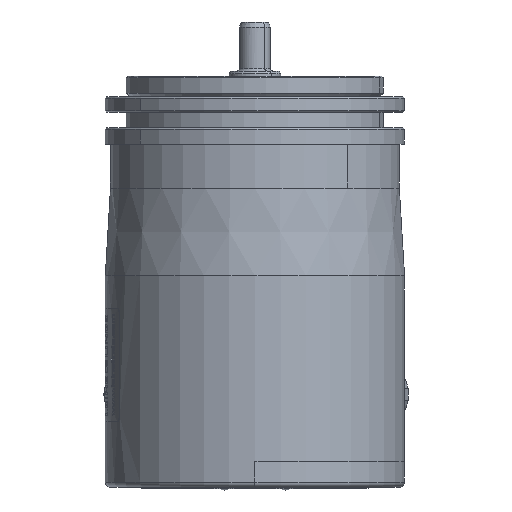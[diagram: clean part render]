
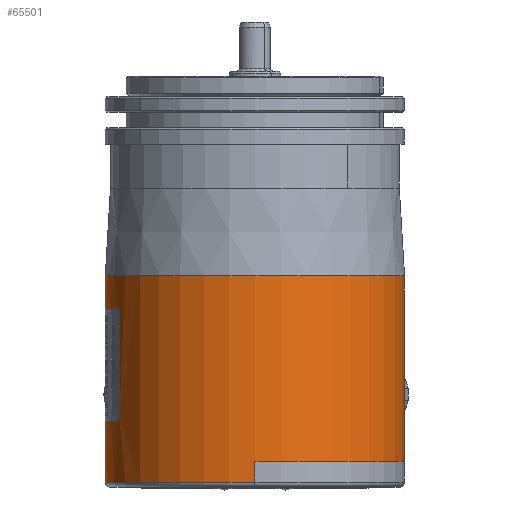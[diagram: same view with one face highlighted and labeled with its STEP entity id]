
A CAD part, front view. The second image highlights one B-rep face of the part: STEP entity #65501.
In plain terms, the highlighted cylindrical face has radius 29 mm (diameter 58 mm), a partial arc.
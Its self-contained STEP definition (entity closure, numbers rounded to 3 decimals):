
#5365=CARTESIAN_POINT('',(0.,0.,-53.2));
#5366=DIRECTION('',(0.,0.,1.));
#5367=DIRECTION('',(0.,1.,0.));
#5368=AXIS2_PLACEMENT_3D('',#5365,#5366,#5367);
#5390=DIRECTION('',(0.,0.,-1.));
#5391=VECTOR('',#5390,2.);
#5392=CARTESIAN_POINT('',(-29.,0.,-47.2));
#5393=LINE('',#5392,#5391);
#5394=CARTESIAN_POINT('',(0.,0.,-49.2));
#5395=DIRECTION('',(0.,0.,-1.));
#5396=DIRECTION('',(-1.,0.,0.));
#5397=AXIS2_PLACEMENT_3D('',#5394,#5395,#5396);
#5399=DIRECTION('',(0.,0.,-1.));
#5400=VECTOR('',#5399,4.);
#5401=CARTESIAN_POINT('',(0.,29.,-49.2));
#5402=LINE('',#5401,#5400);
#5403=CARTESIAN_POINT('',(-26.69,-11.342,-41.5));
#5404=CARTESIAN_POINT('',(-26.66,-11.413,-41.5));
#5405=CARTESIAN_POINT('',(-26.602,-11.549,
-41.483));
#5406=CARTESIAN_POINT('',(-26.516,-11.745,
-41.408));
#5407=CARTESIAN_POINT('',(-26.438,-11.919,
-41.288));
#5408=CARTESIAN_POINT('',(-26.371,-12.065,
-41.128));
#5409=CARTESIAN_POINT('',(-26.321,-12.174,
-40.936));
#5410=CARTESIAN_POINT('',(-26.29,-12.241,
-40.723));
#5411=CARTESIAN_POINT('',(-26.283,-12.256,
-40.576));
#5412=CARTESIAN_POINT('',(-26.283,-12.256,
-40.5));
#5414=DIRECTION('',(0.,0.,-1.));
#5415=VECTOR('',#5414,20.);
#5416=CARTESIAN_POINT('',(-26.283,-12.256,-20.5));
#5417=LINE('',#5416,#5415);
#5418=CARTESIAN_POINT('',(-26.283,-12.256,-20.5));
#5419=CARTESIAN_POINT('',(-26.283,-12.256,
-20.424));
#5420=CARTESIAN_POINT('',(-26.29,-12.241,
-20.277));
#5421=CARTESIAN_POINT('',(-26.321,-12.174,
-20.064));
#5422=CARTESIAN_POINT('',(-26.371,-12.065,
-19.872));
#5423=CARTESIAN_POINT('',(-26.438,-11.919,
-19.712));
#5424=CARTESIAN_POINT('',(-26.516,-11.745,
-19.592));
#5425=CARTESIAN_POINT('',(-26.602,-11.549,
-19.517));
#5426=CARTESIAN_POINT('',(-26.66,-11.412,-19.5));
#5427=CARTESIAN_POINT('',(-26.69,-11.342,-19.5));
#5429=CARTESIAN_POINT('',(0.,0.,-19.5));
#5430=DIRECTION('',(0.,0.,-1.));
#5431=DIRECTION('',(-0.92,-0.391,0.));
#5432=AXIS2_PLACEMENT_3D('',#5429,#5430,#5431);
#5434=CARTESIAN_POINT('',(-28.983,-1.,-19.5));
#5435=CARTESIAN_POINT('',(-28.985,-0.924,-19.5));
#5436=CARTESIAN_POINT('',(-28.99,-0.776,
-19.517));
#5437=CARTESIAN_POINT('',(-28.995,-0.562,
-19.592));
#5438=CARTESIAN_POINT('',(-28.998,-0.37,
-19.712));
#5439=CARTESIAN_POINT('',(-28.999,-0.211,
-19.872));
#5440=CARTESIAN_POINT('',(-29.,-0.091,
-20.064));
#5441=CARTESIAN_POINT('',(-29.,-0.017,
-20.277));
#5442=CARTESIAN_POINT('',(-29.,0.,-20.424));
#5443=CARTESIAN_POINT('',(-29.,0.,-20.5));
#5445=DIRECTION('',(0.,0.,-1.));
#5446=VECTOR('',#5445,12.);
#5447=CARTESIAN_POINT('',(29.,0.,-13.2));
#5448=LINE('',#5447,#5446);
#5449=DIRECTION('',(0.,0.,-1.));
#5450=VECTOR('',#5449,22.);
#5451=CARTESIAN_POINT('',(29.,0.,-25.2));
#5452=LINE('',#5451,#5450);
#5453=DIRECTION('',(0.,0.,-1.));
#5454=VECTOR('',#5453,2.);
#5455=CARTESIAN_POINT('',(29.,0.,-47.2));
#5456=LINE('',#5455,#5454);
#5457=CARTESIAN_POINT('',(0.,0.,-49.2));
#5458=DIRECTION('',(0.,0.,-1.));
#5459=DIRECTION('',(1.,0.,0.));
#5460=AXIS2_PLACEMENT_3D('',#5457,#5458,#5459);
#5462=DIRECTION('',(0.,0.,-1.));
#5463=VECTOR('',#5462,4.);
#5464=CARTESIAN_POINT('',(0.,-29.,-49.2));
#5465=LINE('',#5464,#5463);
#5466=DIRECTION('',(0.,0.,1.));
#5467=VECTOR('',#5466,6.7);
#5468=CARTESIAN_POINT('',(-29.,0.,-47.2));
#5469=LINE('',#5468,#5467);
#5470=CARTESIAN_POINT('',(-29.,0.,-40.5));
#5471=CARTESIAN_POINT('',(-29.,0.,-40.576));
#5472=CARTESIAN_POINT('',(-29.,-0.017,
-40.723));
#5473=CARTESIAN_POINT('',(-29.,-0.091,
-40.936));
#5474=CARTESIAN_POINT('',(-28.999,-0.211,
-41.128));
#5475=CARTESIAN_POINT('',(-28.998,-0.371,
-41.288));
#5476=CARTESIAN_POINT('',(-28.995,-0.562,
-41.408));
#5477=CARTESIAN_POINT('',(-28.99,-0.776,
-41.483));
#5478=CARTESIAN_POINT('',(-28.985,-0.924,-41.5));
#5479=CARTESIAN_POINT('',(-28.983,-1.,-41.5));
#5481=CARTESIAN_POINT('',(0.,0.,-41.5));
#5482=DIRECTION('',(0.,0.,-1.));
#5483=DIRECTION('',(-0.92,-0.391,0.));
#5484=AXIS2_PLACEMENT_3D('',#5481,#5482,#5483);
#5512=DIRECTION('',(0.,0.,-1.));
#5513=VECTOR('',#5512,7.3);
#5514=CARTESIAN_POINT('',(-29.,0.,-13.2));
#5515=LINE('',#5514,#5513);
#5531=CARTESIAN_POINT('',(-29.,0.,-47.2));
#8027=CARTESIAN_POINT('',(0.,0.,-13.2));
#8028=DIRECTION('',(0.,0.,-1.));
#8029=DIRECTION('',(1.,0.,0.));
#8030=AXIS2_PLACEMENT_3D('',#8027,#8028,#8029);
#48807=CARTESIAN_POINT('',(29.,0.,-13.2));
#48808=CARTESIAN_POINT('',(29.,0.,-25.2));
#48809=VERTEX_POINT('',#48807);
#48810=VERTEX_POINT('',#48808);
#48811=CARTESIAN_POINT('',(-29.,0.,-13.2));
#48812=VERTEX_POINT('',#48811);
#48830=VERTEX_POINT('',#5531);
#48834=CARTESIAN_POINT('',(29.,0.,-47.2));
#48835=VERTEX_POINT('',#48834);
#49091=CARTESIAN_POINT('',(0.,-29.,-53.2));
#49092=CARTESIAN_POINT('',(0.,29.,-53.2));
#49093=VERTEX_POINT('',#49091);
#49094=VERTEX_POINT('',#49092);
#49135=CARTESIAN_POINT('',(29.,0.,-49.2));
#49136=CARTESIAN_POINT('',(0.,-29.,-49.2));
#49137=VERTEX_POINT('',#49135);
#49138=VERTEX_POINT('',#49136);
#49139=CARTESIAN_POINT('',(-29.,0.,-49.2));
#49140=CARTESIAN_POINT('',(0.,29.,-49.2));
#49141=VERTEX_POINT('',#49139);
#49142=VERTEX_POINT('',#49140);
#59247=CARTESIAN_POINT('',(-29.,0.,-20.5));
#59249=VERTEX_POINT('',#59247);
#59251=CARTESIAN_POINT('',(-29.,0.,-40.5));
#59252=VERTEX_POINT('',#59251);
#59257=VERTEX_POINT('',#5403);
#59258=VERTEX_POINT('',#5412);
#59259=CARTESIAN_POINT('',(-28.983,-1.,-41.5));
#59260=VERTEX_POINT('',#59259);
#59261=VERTEX_POINT('',#5434);
#59262=CARTESIAN_POINT('',(-26.69,-11.342,-19.5));
#59263=VERTEX_POINT('',#59262);
#59264=VERTEX_POINT('',#5418);
#65463=CARTESIAN_POINT('',(0.,0.,6.45));
#65464=DIRECTION('',(0.,0.,-1.));
#65465=DIRECTION('',(1.,0.,0.));
#65466=AXIS2_PLACEMENT_3D('',#65463,#65464,#65465);
#65467=CYLINDRICAL_SURFACE('',#65466,29.);
#65469=ORIENTED_EDGE('',*,*,#65468,.T.);
#65471=ORIENTED_EDGE('',*,*,#65470,.F.);
#65473=ORIENTED_EDGE('',*,*,#65472,.T.);
#65475=ORIENTED_EDGE('',*,*,#65474,.T.);
#65477=ORIENTED_EDGE('',*,*,#65476,.T.);
#65479=ORIENTED_EDGE('',*,*,#65478,.F.);
#65481=ORIENTED_EDGE('',*,*,#65480,.F.);
#65483=ORIENTED_EDGE('',*,*,#65482,.T.);
#65485=ORIENTED_EDGE('',*,*,#65484,.T.);
#65486=ORIENTED_EDGE('',*,*,#65447,.T.);
#65487=ORIENTED_EDGE('',*,*,#65445,.T.);
#65488=ORIENTED_EDGE('',*,*,#65458,.T.);
#65489=ORIENTED_EDGE('',*,*,#65419,.F.);
#65490=ORIENTED_EDGE('',*,*,#65455,.F.);
#65491=ORIENTED_EDGE('',*,*,#65453,.F.);
#65492=ORIENTED_EDGE('',*,*,#65451,.F.);
#65494=ORIENTED_EDGE('',*,*,#65493,.T.);
#65496=ORIENTED_EDGE('',*,*,#65495,.T.);
#65498=ORIENTED_EDGE('',*,*,#65497,.F.);
#65499=EDGE_LOOP('',(#65469,#65471,#65473,#65475,#65477,#65479,#65481,#65483,
#65485,#65486,#65487,#65488,#65489,#65490,#65491,#65492,#65494,#65496,#65498));
#65500=FACE_OUTER_BOUND('',#65499,.F.);
#5369=CIRCLE('',#5368,29.);
#5398=CIRCLE('',#5397,29.);
#5413=B_SPLINE_CURVE_WITH_KNOTS('',3,(#5403,#5404,#5405,#5406,#5407,#5408,#5409,
#5410,#5411,#5412),.UNSPECIFIED.,.F.,.F.,(4,1,1,1,1,1,1,4),(0.,
0.143,0.286,0.429,0.571,
0.714,0.857,1.),.UNSPECIFIED.);
#5428=B_SPLINE_CURVE_WITH_KNOTS('',3,(#5418,#5419,#5420,#5421,#5422,#5423,#5424,
#5425,#5426,#5427),.UNSPECIFIED.,.F.,.F.,(4,1,1,1,1,1,1,4),(0.,
0.143,0.286,0.429,0.571,
0.714,0.857,1.),.UNSPECIFIED.);
#5433=CIRCLE('',#5432,29.);
#5444=B_SPLINE_CURVE_WITH_KNOTS('',3,(#5434,#5435,#5436,#5437,#5438,#5439,#5440,
#5441,#5442,#5443),.UNSPECIFIED.,.F.,.F.,(4,1,1,1,1,1,1,4),(0.,
0.143,0.286,0.429,0.571,
0.714,0.857,1.),.UNSPECIFIED.);
#5461=CIRCLE('',#5460,29.);
#5480=B_SPLINE_CURVE_WITH_KNOTS('',3,(#5470,#5471,#5472,#5473,#5474,#5475,#5476,
#5477,#5478,#5479),.UNSPECIFIED.,.F.,.F.,(4,1,1,1,1,1,1,4),(0.,
0.143,0.286,0.429,0.571,
0.714,0.857,1.),.UNSPECIFIED.);
#5485=CIRCLE('',#5484,29.);
#8031=CIRCLE('',#8030,29.);
#65419=EDGE_CURVE('',#49094,#49093,#5369,.T.);
#65445=EDGE_CURVE('',#49137,#49138,#5461,.T.);
#65447=EDGE_CURVE('',#48835,#49137,#5456,.T.);
#65451=EDGE_CURVE('',#48830,#49141,#5393,.T.);
#65453=EDGE_CURVE('',#49141,#49142,#5398,.T.);
#65455=EDGE_CURVE('',#49142,#49094,#5402,.T.);
#65458=EDGE_CURVE('',#49138,#49093,#5465,.T.);
#65468=EDGE_CURVE('',#59257,#59258,#5413,.T.);
#65470=EDGE_CURVE('',#59264,#59258,#5417,.T.);
#65472=EDGE_CURVE('',#59264,#59263,#5428,.T.);
#65474=EDGE_CURVE('',#59263,#59261,#5433,.T.);
#65476=EDGE_CURVE('',#59261,#59249,#5444,.T.);
#65478=EDGE_CURVE('',#48812,#59249,#5515,.T.);
#65480=EDGE_CURVE('',#48809,#48812,#8031,.T.);
#65482=EDGE_CURVE('',#48809,#48810,#5448,.T.);
#65484=EDGE_CURVE('',#48810,#48835,#5452,.T.);
#65493=EDGE_CURVE('',#48830,#59252,#5469,.T.);
#65495=EDGE_CURVE('',#59252,#59260,#5480,.T.);
#65497=EDGE_CURVE('',#59257,#59260,#5485,.T.);
#65501=ADVANCED_FACE('',(#65500),#65467,.T.);
